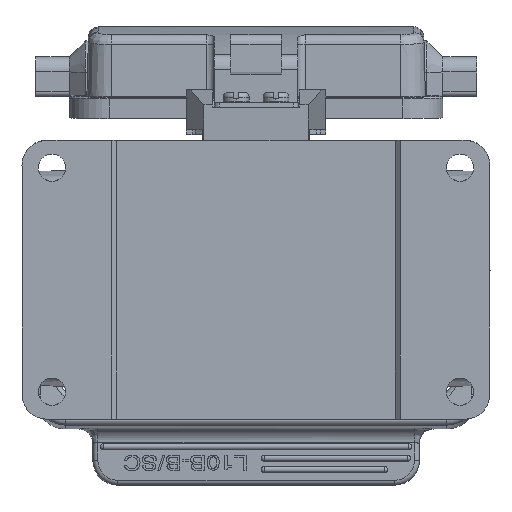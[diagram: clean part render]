
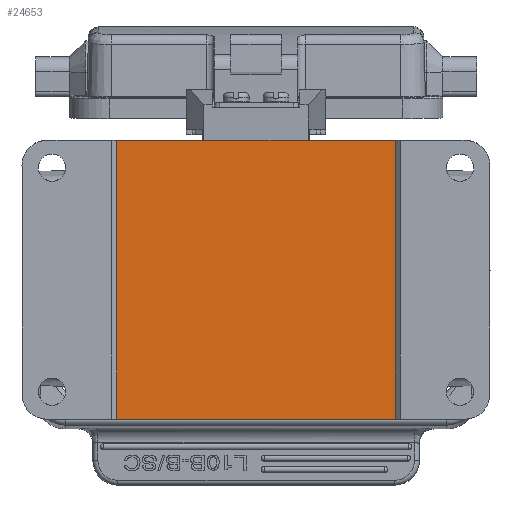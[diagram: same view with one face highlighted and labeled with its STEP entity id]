
A CAD part, front view. The second image highlights one B-rep face of the part: STEP entity #24653.
In plain terms, the highlighted planar face has unit normal (0, -1, -0.009).
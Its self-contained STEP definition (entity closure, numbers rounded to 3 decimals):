
#2717=DIRECTION('',(1.,0.,0.));
#2718=VECTOR('',#2717,56.);
#2719=CARTESIAN_POINT('',(18.986,-21.779,
-50.144));
#2720=LINE('',#2719,#2718);
#3121=DIRECTION('',(-1.,0.,0.));
#3122=VECTOR('',#3121,56.);
#3123=CARTESIAN_POINT('',(74.986,-22.285,5.854));
#3124=LINE('',#3123,#3122);
#3171=DIRECTION('',(0.,-0.009,1.));
#3172=VECTOR('',#3171,56.);
#3173=CARTESIAN_POINT('',(74.986,-21.796,
-50.144));
#3174=LINE('',#3173,#3172);
#3175=DIRECTION('',(0.,-0.009,1.));
#3176=VECTOR('',#3175,56.);
#3177=CARTESIAN_POINT('',(18.986,-21.779,
-50.144));
#3178=LINE('',#3177,#3176);
#17420=CARTESIAN_POINT('',(74.986,-22.285,
5.854));
#17421=VERTEX_POINT('',#17420);
#17422=CARTESIAN_POINT('',(18.986,-22.267,
5.854));
#17423=VERTEX_POINT('',#17422);
#17454=CARTESIAN_POINT('',(18.986,-21.779,
-50.144));
#17455=VERTEX_POINT('',#17454);
#17456=CARTESIAN_POINT('',(74.986,-21.796,
-50.144));
#17457=VERTEX_POINT('',#17456);
#24641=CARTESIAN_POINT('',(46.986,-22.032,
-22.145));
#24642=DIRECTION('',(0.,1.,0.009));
#24643=DIRECTION('',(0.,-0.009,1.));
#24644=AXIS2_PLACEMENT_3D('',#24641,#24642,#24643);
#24645=PLANE('',#24644);
#24646=ORIENTED_EDGE('',*,*,#23907,.F.);
#24648=ORIENTED_EDGE('',*,*,#24647,.T.);
#24649=ORIENTED_EDGE('',*,*,#24577,.F.);
#24650=ORIENTED_EDGE('',*,*,#24633,.F.);
#24651=EDGE_LOOP('',(#24646,#24648,#24649,#24650));
#24652=FACE_OUTER_BOUND('',#24651,.F.);
#23907=EDGE_CURVE('',#17455,#17457,#2720,.T.);
#24577=EDGE_CURVE('',#17421,#17423,#3124,.T.);
#24633=EDGE_CURVE('',#17457,#17421,#3174,.T.);
#24647=EDGE_CURVE('',#17455,#17423,#3178,.T.);
#24653=ADVANCED_FACE('',(#24652),#24645,.F.);
